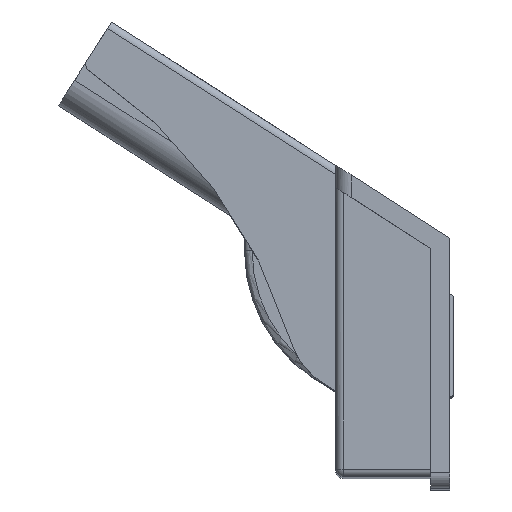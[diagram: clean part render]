
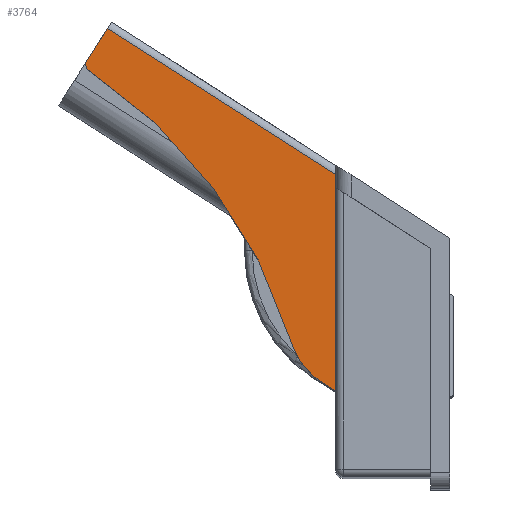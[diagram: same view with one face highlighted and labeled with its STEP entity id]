
A CAD part, top view. The second image highlights one B-rep face of the part: STEP entity #3764.
In plain terms, the highlighted planar face has unit normal (0, 0, 1).
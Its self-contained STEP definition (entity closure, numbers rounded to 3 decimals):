
#311=CARTESIAN_POINT('',(-38.967,39.777,44.0));
#312=VERTEX_POINT('',#311);
#319=CARTESIAN_POINT('',(-36.269,43.993,44.0));
#320=VERTEX_POINT('',#319);
#321=CARTESIAN_POINT('',(-36.269,43.993,44.0));
#322=DIRECTION('',(-0.539,-0.842,0.0));
#323=VECTOR('',#322,5.005);
#324=LINE('',#321,#323);
#325=EDGE_CURVE('',#320,#312,#324,.T.);
#594=CARTESIAN_POINT('',(-38.674,38.403,44.0));
#595=VERTEX_POINT('',#594);
#596=CARTESIAN_POINT('',(-38.124,39.238,44.0));
#597=DIRECTION('',(0.0,0.0,-1.0));
#598=DIRECTION('',(-0.978,-0.208,0.0));
#599=AXIS2_PLACEMENT_3D('',#596,#597,#598);
#600=CIRCLE('',#599,1.0);
#601=EDGE_CURVE('',#595,#312,#600,.T.);
#1780=CARTESIAN_POINT('',(-6.25,24.781,44.0));
#1781=VERTEX_POINT('',#1780);
#1782=CARTESIAN_POINT('',(-36.269,43.993,44.0));
#1783=DIRECTION('',(0.842,-0.539,0.0));
#1784=VECTOR('',#1783,35.64);
#1785=LINE('',#1782,#1784);
#1786=EDGE_CURVE('',#320,#1781,#1785,.T.);
#3549=CARTESIAN_POINT('',(-6.25,-3.713,44.0));
#3550=VERTEX_POINT('',#3549);
#3551=CARTESIAN_POINT('',(-6.25,24.781,44.0));
#3552=DIRECTION('',(0.0,-1.0,0.0));
#3553=VECTOR('',#3552,28.494);
#3554=LINE('',#3551,#3553);
#3555=EDGE_CURVE('',#1781,#3550,#3554,.T.);
#3620=CARTESIAN_POINT('',(-12.192,2.939,44.0));
#3621=VERTEX_POINT('',#3620);
#3628=CARTESIAN_POINT('',(-74.403,-15.896,44.0));
#3629=DIRECTION('',(0.0,0.0,-1.0));
#3630=DIRECTION('',(0.972,0.237,0.0));
#3631=AXIS2_PLACEMENT_3D('',#3628,#3629,#3630);
#3632=CIRCLE('',#3631,65.0);
#3633=EDGE_CURVE('',#595,#3621,#3632,.T.);
#3674=CARTESIAN_POINT('',(-8.012,-2.586,44.0));
#3675=VERTEX_POINT('',#3674);
#3676=CARTESIAN_POINT('',(-8.012,-2.586,44.0));
#3677=DIRECTION('',(0.842,-0.539,0.0));
#3678=VECTOR('',#3677,2.092);
#3679=LINE('',#3676,#3678);
#3680=EDGE_CURVE('',#3675,#3550,#3679,.T.);
#3727=CARTESIAN_POINT('',(-2.621,5.837,44.0));
#3728=DIRECTION('',(0.0,0.0,-1.0));
#3729=DIRECTION('',(-0.797,-0.603,0.0));
#3730=AXIS2_PLACEMENT_3D('',#3727,#3728,#3729);
#3731=CIRCLE('',#3730,10.0);
#3732=EDGE_CURVE('',#3675,#3621,#3731,.T.);
#3750=CARTESIAN_POINT('',(-24.139,20.889,44.0));
#3751=DIRECTION('',(0.0,0.0,1.0));
#3752=DIRECTION('',(1.0,0.0,0.0));
#3753=AXIS2_PLACEMENT_3D('',#3750,#3751,#3752);
#3754=PLANE('',#3753);
#3755=ORIENTED_EDGE('',*,*,#601,.F.);
#3756=ORIENTED_EDGE('',*,*,#3633,.T.);
#3757=ORIENTED_EDGE('',*,*,#3732,.F.);
#3758=ORIENTED_EDGE('',*,*,#3680,.T.);
#3759=ORIENTED_EDGE('',*,*,#3555,.F.);
#3760=ORIENTED_EDGE('',*,*,#1786,.F.);
#3761=ORIENTED_EDGE('',*,*,#325,.T.);
#3762=EDGE_LOOP('',(#3755,#3756,#3757,#3758,#3759,#3760,#3761));
#3763=FACE_OUTER_BOUND('',#3762,.T.);
#3764=ADVANCED_FACE('',(#3763),#3754,.T.);
